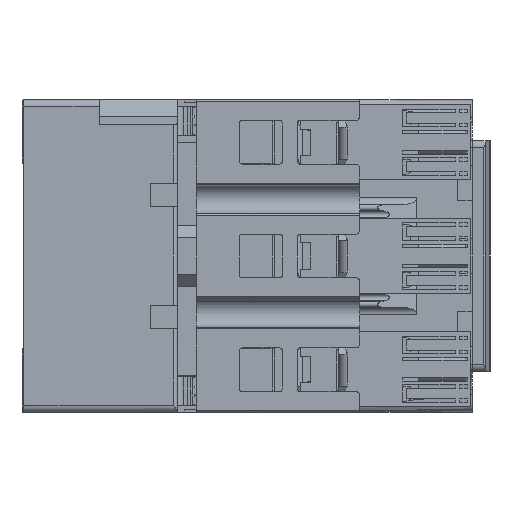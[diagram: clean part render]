
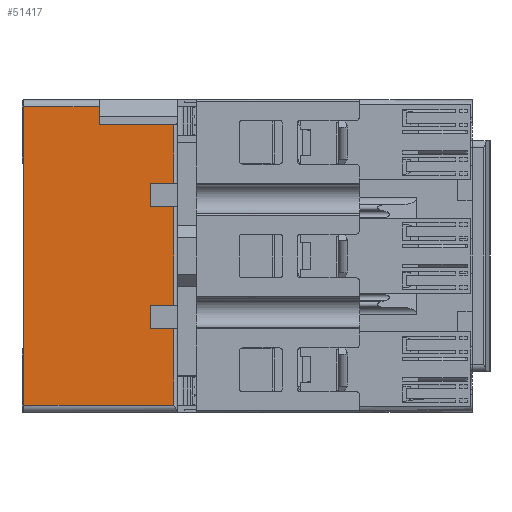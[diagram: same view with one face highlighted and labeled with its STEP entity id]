
A CAD part, front view. The second image highlights one B-rep face of the part: STEP entity #51417.
In plain terms, the highlighted planar face has unit normal (0, -1, 0).
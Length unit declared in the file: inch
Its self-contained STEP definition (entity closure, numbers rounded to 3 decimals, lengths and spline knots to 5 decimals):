
#3934 = CARTESIAN_POINT ( 'NONE',  ( -4.5748, -2.46063, 3.64173 ) ) ;
#4133 = ORIENTED_EDGE ( 'NONE', *, *, #226425, .T. ) ;
#9348 = CARTESIAN_POINT ( 'NONE',  ( 0., -2.46063, 3.83858 ) ) ;
#10582 = VERTEX_POINT ( 'NONE', #177850 ) ;
#13201 = CARTESIAN_POINT ( 'NONE',  ( -3.50394, -2.46063, 3.91732 ) ) ;
#14427 = DIRECTION ( 'NONE',  ( 0., 0., 1. ) ) ;
#18134 = ORIENTED_EDGE ( 'NONE', *, *, #97886, .T. ) ;
#19120 = LINE ( 'NONE', #23627, #115425 ) ;
#23042 = ORIENTED_EDGE ( 'NONE', *, *, #33851, .F. ) ;
#23275 = LINE ( 'NONE', #43094, #146640 ) ;
#23285 = DIRECTION ( 'NONE',  ( -1., 0., 0. ) ) ;
#23627 = CARTESIAN_POINT ( 'NONE',  ( -4.5748, -2.46063, 1.64173 ) ) ;
#26746 = ORIENTED_EDGE ( 'NONE', *, *, #119593, .T. ) ;
#28079 = VECTOR ( 'NONE', #130762, 39.37008 ) ;
#29965 = CARTESIAN_POINT ( 'NONE',  ( -3.50394, -2.46063, 2.72835 ) ) ;
#33159 = VERTEX_POINT ( 'NONE', #195574 ) ;
#33646 = LINE ( 'NONE', #194512, #181137 ) ;
#33851 = EDGE_CURVE ( 'NONE', #36182, #247091, #78110, .T. ) ;
#36182 = VERTEX_POINT ( 'NONE', #144372 ) ;
#37739 = CARTESIAN_POINT ( 'NONE',  ( -3.76378, -2.46063, 3.91732 ) ) ;
#38025 = LINE ( 'NONE', #37739, #140295 ) ;
#39484 = EDGE_CURVE ( 'NONE', #208864, #105535, #248223, .T. ) ;
#40104 = VERTEX_POINT ( 'NONE', #220959 ) ;
#40541 = DIRECTION ( 'NONE',  ( 1., 0., 0. ) ) ;
#42033 = LINE ( 'NONE', #9348, #240771 ) ;
#42976 = DIRECTION ( 'NONE',  ( 1., 0., 0. ) ) ;
#43094 = CARTESIAN_POINT ( 'NONE',  ( -3.50394, -2.46063, 3.91732 ) ) ;
#43691 = VECTOR ( 'NONE', #105448, 39.37008 ) ;
#44611 = CARTESIAN_POINT ( 'NONE',  ( -5.16535, -2.46063, 0.45276 ) ) ;
#44815 = VERTEX_POINT ( 'NONE', #172339 ) ;
#48986 = ORIENTED_EDGE ( 'NONE', *, *, #213083, .T. ) ;
#49782 = LINE ( 'NONE', #240946, #43691 ) ;
#50106 = EDGE_CURVE ( 'NONE', #33159, #193750, #92916, .T. ) ;
#51417 = ADVANCED_FACE ( 'NONE', ( #73650 ), #181353, .T. ) ;
#51421 = ORIENTED_EDGE ( 'NONE', *, *, #169476, .F. ) ;
#65517 = VECTOR ( 'NONE', #208738, 39.37008 ) ;
#67157 = VECTOR ( 'NONE', #23285, 39.37008 ) ;
#67748 = CARTESIAN_POINT ( 'NONE',  ( -3.50394, -2.46063, 3.64173 ) ) ;
#68641 = DIRECTION ( 'NONE',  ( -1., 0., 0. ) ) ;
#72070 = VECTOR ( 'NONE', #179245, 39.37008 ) ;
#73650 = FACE_OUTER_BOUND ( 'NONE', #200899, .T. ) ;
#74185 = CARTESIAN_POINT ( 'NONE',  ( -4.5748, -2.46063, 1.38189 ) ) ;
#77328 = EDGE_CURVE ( 'NONE', #224485, #10582, #80860, .T. ) ;
#78110 = LINE ( 'NONE', #44611, #72070 ) ;
#78434 = ORIENTED_EDGE ( 'NONE', *, *, #189537, .T. ) ;
#80860 = LINE ( 'NONE', #125757, #125909 ) ;
#87183 = DIRECTION ( 'NONE',  ( 0., -1., 0. ) ) ;
#90507 = AXIS2_PLACEMENT_3D ( 'NONE', #202350, #87183, #221704 ) ;
#92916 = LINE ( 'NONE', #13201, #240418 ) ;
#94697 = VECTOR ( 'NONE', #125300, 39.37008 ) ;
#96763 = ORIENTED_EDGE ( 'NONE', *, *, #50106, .T. ) ;
#97886 = EDGE_CURVE ( 'NONE', #116975, #178712, #139376, .T. ) ;
#105448 = DIRECTION ( 'NONE',  ( 0., 0., 1. ) ) ;
#105535 = VERTEX_POINT ( 'NONE', #211145 ) ;
#106049 = DIRECTION ( 'NONE',  ( 1., 0., 0. ) ) ;
#109371 = VERTEX_POINT ( 'NONE', #67748 ) ;
#115425 = VECTOR ( 'NONE', #42976, 39.37008 ) ;
#116648 = LINE ( 'NONE', #74185, #65517 ) ;
#116975 = VERTEX_POINT ( 'NONE', #123985 ) ;
#118328 = ORIENTED_EDGE ( 'NONE', *, *, #39484, .T. ) ;
#119593 = EDGE_CURVE ( 'NONE', #193750, #116975, #116648, .T. ) ;
#120189 = EDGE_CURVE ( 'NONE', #10582, #40104, #38025, .T. ) ;
#123218 = CARTESIAN_POINT ( 'NONE',  ( -5.16535, -2.46063, 3.83858 ) ) ;
#123985 = CARTESIAN_POINT ( 'NONE',  ( -3.76378, -2.46063, 1.38189 ) ) ;
#125300 = DIRECTION ( 'NONE',  ( 0., 0., 1. ) ) ;
#125757 = CARTESIAN_POINT ( 'NONE',  ( -4.5748, -2.46063, 2.72835 ) ) ;
#125909 = VECTOR ( 'NONE', #68641, 39.37008 ) ;
#129469 = ORIENTED_EDGE ( 'NONE', *, *, #213523, .T. ) ;
#130762 = DIRECTION ( 'NONE',  ( 1., 0., 0. ) ) ;
#133734 = ORIENTED_EDGE ( 'NONE', *, *, #120189, .T. ) ;
#139376 = LINE ( 'NONE', #245015, #178559 ) ;
#140295 = VECTOR ( 'NONE', #172336, 39.37008 ) ;
#140836 = VERTEX_POINT ( 'NONE', #189525 ) ;
#140913 = CARTESIAN_POINT ( 'NONE',  ( -3.76378, -2.46063, 1.64173 ) ) ;
#144372 = CARTESIAN_POINT ( 'NONE',  ( -5.16535, -2.46063, 0.5315 ) ) ;
#146640 = VECTOR ( 'NONE', #197872, 39.37008 ) ;
#147745 = EDGE_CURVE ( 'NONE', #109371, #208864, #175531, .T. ) ;
#147819 = DIRECTION ( 'NONE',  ( 0., 0., 1. ) ) ;
#151637 = EDGE_CURVE ( 'NONE', #140836, #224485, #23275, .T. ) ;
#169476 = EDGE_CURVE ( 'NONE', #247091, #105535, #42033, .T. ) ;
#172336 = DIRECTION ( 'NONE',  ( 0., 0., 1. ) ) ;
#172339 = CARTESIAN_POINT ( 'NONE',  ( -3.50394, -2.46063, 2.98819 ) ) ;
#175531 = LINE ( 'NONE', #3934, #67157 ) ;
#175608 = LINE ( 'NONE', #246139, #28079 ) ;
#177850 = CARTESIAN_POINT ( 'NONE',  ( -3.76378, -2.46063, 2.72835 ) ) ;
#178559 = VECTOR ( 'NONE', #14427, 39.37008 ) ;
#178712 = VERTEX_POINT ( 'NONE', #140913 ) ;
#179245 = DIRECTION ( 'NONE',  ( 0., 0., 1. ) ) ;
#181137 = VECTOR ( 'NONE', #40541, 39.37008 ) ;
#181353 = PLANE ( 'NONE',  #90507 ) ;
#181475 = CARTESIAN_POINT ( 'NONE',  ( -3.50394, -2.46063, 1.38189 ) ) ;
#182623 = CARTESIAN_POINT ( 'NONE',  ( -4.33071, -2.46063, 3.91732 ) ) ;
#189525 = CARTESIAN_POINT ( 'NONE',  ( -3.50394, -2.46063, 1.64173 ) ) ;
#189537 = EDGE_CURVE ( 'NONE', #36182, #33159, #175608, .T. ) ;
#193750 = VERTEX_POINT ( 'NONE', #181475 ) ;
#194512 = CARTESIAN_POINT ( 'NONE',  ( -4.5748, -2.46063, 2.98819 ) ) ;
#195574 = CARTESIAN_POINT ( 'NONE',  ( -3.50394, -2.46063, 0.5315 ) ) ;
#197872 = DIRECTION ( 'NONE',  ( 0., 0., 1. ) ) ;
#200899 = EDGE_LOOP ( 'NONE', ( #118328, #51421, #23042, #78434, #96763, #26746, #18134, #129469, #213550, #240317, #133734, #4133, #48986, #205484 ) ) ;
#202350 = CARTESIAN_POINT ( 'NONE',  ( -4.5748, -2.46063, 3.91732 ) ) ;
#205484 = ORIENTED_EDGE ( 'NONE', *, *, #147745, .T. ) ;
#208738 = DIRECTION ( 'NONE',  ( -1., 0., 0. ) ) ;
#208864 = VERTEX_POINT ( 'NONE', #218058 ) ;
#211145 = CARTESIAN_POINT ( 'NONE',  ( -4.33071, -2.46063, 3.83858 ) ) ;
#213083 = EDGE_CURVE ( 'NONE', #44815, #109371, #49782, .T. ) ;
#213523 = EDGE_CURVE ( 'NONE', #178712, #140836, #19120, .T. ) ;
#213550 = ORIENTED_EDGE ( 'NONE', *, *, #151637, .T. ) ;
#218058 = CARTESIAN_POINT ( 'NONE',  ( -4.33071, -2.46063, 3.64173 ) ) ;
#220959 = CARTESIAN_POINT ( 'NONE',  ( -3.76378, -2.46063, 2.98819 ) ) ;
#221704 = DIRECTION ( 'NONE',  ( 0., 0., -1. ) ) ;
#224485 = VERTEX_POINT ( 'NONE', #29965 ) ;
#226425 = EDGE_CURVE ( 'NONE', #40104, #44815, #33646, .T. ) ;
#240317 = ORIENTED_EDGE ( 'NONE', *, *, #77328, .T. ) ;
#240418 = VECTOR ( 'NONE', #147819, 39.37008 ) ;
#240771 = VECTOR ( 'NONE', #106049, 39.37008 ) ;
#240946 = CARTESIAN_POINT ( 'NONE',  ( -3.50394, -2.46063, 3.91732 ) ) ;
#245015 = CARTESIAN_POINT ( 'NONE',  ( -3.76378, -2.46063, 3.91732 ) ) ;
#246139 = CARTESIAN_POINT ( 'NONE',  ( -4.5748, -2.46063, 0.5315 ) ) ;
#247091 = VERTEX_POINT ( 'NONE', #123218 ) ;
#248223 = LINE ( 'NONE', #182623, #94697 ) ;
